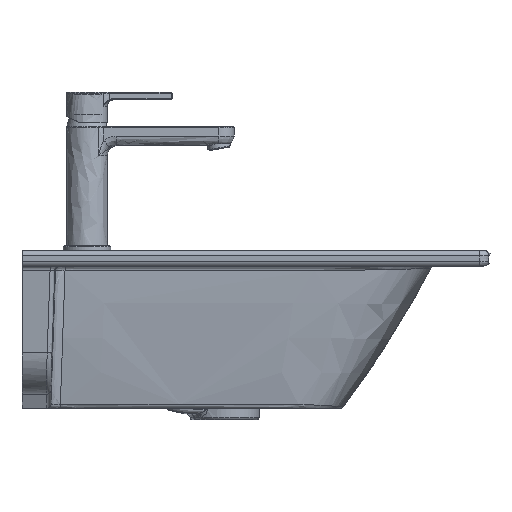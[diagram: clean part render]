
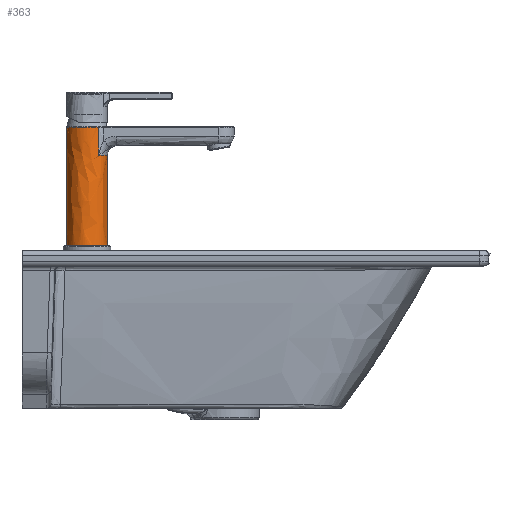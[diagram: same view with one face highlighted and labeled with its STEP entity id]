
A CAD part, front view. The second image highlights one B-rep face of the part: STEP entity #363.
In plain terms, the highlighted free-form (B-spline) face has degree [2, 1] with [5, 2] control points.
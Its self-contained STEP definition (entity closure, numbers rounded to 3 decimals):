
#363=ADVANCED_FACE('',(#709),#5202,.T.);
#709=FACE_OUTER_BOUND('',#1062,.T.);
#1062=EDGE_LOOP('',(#2497,#2498,#2499,#2500,#2501,#2502,#2503));
#2497=ORIENTED_EDGE('',*,*,#3426,.T.);
#2498=ORIENTED_EDGE('',*,*,#3406,.F.);
#2499=ORIENTED_EDGE('',*,*,#3433,.F.);
#2500=ORIENTED_EDGE('',*,*,#3456,.T.);
#2501=ORIENTED_EDGE('',*,*,#3483,.T.);
#2502=ORIENTED_EDGE('',*,*,#3479,.T.);
#2503=ORIENTED_EDGE('',*,*,#3408,.F.);
#3406=EDGE_CURVE('',#4807,#4808,#3715,.T.);
#3408=EDGE_CURVE('',#4809,#4810,#3717,.T.);
#3426=EDGE_CURVE('',#4809,#4808,#3727,.T.);
#3433=EDGE_CURVE('',#4830,#4807,#3733,.T.);
#3456=EDGE_CURVE('',#4830,#4792,#3754,.T.);
#3479=EDGE_CURVE('',#4835,#4810,#3772,.T.);
#3483=EDGE_CURVE('',#4792,#4835,#3776,.T.);
#3715=(
BOUNDED_CURVE()
B_SPLINE_CURVE(1,(#85934,#85935),.UNSPECIFIED.,.F.,.F.)
B_SPLINE_CURVE_WITH_KNOTS((2,2),(0.,95.),.UNSPECIFIED.)
CURVE()
GEOMETRIC_REPRESENTATION_ITEM()
RATIONAL_B_SPLINE_CURVE((1.,1.))
REPRESENTATION_ITEM('')
);
#3717=(
BOUNDED_CURVE()
B_SPLINE_CURVE(1,(#85941,#85942),.UNSPECIFIED.,.F.,.F.)
B_SPLINE_CURVE_WITH_KNOTS((2,2),(0.,124.),.UNSPECIFIED.)
CURVE()
GEOMETRIC_REPRESENTATION_ITEM()
RATIONAL_B_SPLINE_CURVE((1.,1.))
REPRESENTATION_ITEM('')
);
#3727=(
BOUNDED_CURVE()
B_SPLINE_CURVE(2,(#86072,#86073,#86074,#86075,#86076),.UNSPECIFIED.,.F.,
 .F.)
B_SPLINE_CURVE_WITH_KNOTS((3,2,3),(-67.544,-33.772,
0.),.UNSPECIFIED.)
CURVE()
GEOMETRIC_REPRESENTATION_ITEM()
RATIONAL_B_SPLINE_CURVE((1.,0.707,1.,0.707,1.))
REPRESENTATION_ITEM('')
);
#3733=(
BOUNDED_CURVE()
B_SPLINE_CURVE(2,(#86373,#86374,#86375),.UNSPECIFIED.,.F.,.F.)
B_SPLINE_CURVE_WITH_KNOTS((3,3),(-20.874,0.),.UNSPECIFIED.)
CURVE()
GEOMETRIC_REPRESENTATION_ITEM()
RATIONAL_B_SPLINE_CURVE((1.,0.884,1.))
REPRESENTATION_ITEM('')
);
#3754=(
BOUNDED_CURVE()
B_SPLINE_CURVE(1,(#86733,#86734),.UNSPECIFIED.,.F.,.F.)
B_SPLINE_CURVE_WITH_KNOTS((2,2),(0.,29.),.UNSPECIFIED.)
CURVE()
GEOMETRIC_REPRESENTATION_ITEM()
RATIONAL_B_SPLINE_CURVE((1.,1.))
REPRESENTATION_ITEM('')
);
#3772=(
BOUNDED_CURVE()
B_SPLINE_CURVE(2,(#86903,#86904,#86905),.UNSPECIFIED.,.F.,.F.)
B_SPLINE_CURVE_WITH_KNOTS((3,3),(0.,33.772),.UNSPECIFIED.)
CURVE()
GEOMETRIC_REPRESENTATION_ITEM()
RATIONAL_B_SPLINE_CURVE((1.,0.707,1.))
REPRESENTATION_ITEM('')
);
#3776=(
BOUNDED_CURVE()
B_SPLINE_CURVE(2,(#86915,#86916,#86917),.UNSPECIFIED.,.F.,.F.)
B_SPLINE_CURVE_WITH_KNOTS((3,3),(52.105,64.403),
 .UNSPECIFIED.)
CURVE()
GEOMETRIC_REPRESENTATION_ITEM()
RATIONAL_B_SPLINE_CURVE((1.,0.955,1.))
REPRESENTATION_ITEM('')
);
#4792=VERTEX_POINT('',#85366);
#4807=VERTEX_POINT('',#85381);
#4808=VERTEX_POINT('',#85382);
#4809=VERTEX_POINT('',#85383);
#4810=VERTEX_POINT('',#85384);
#4830=VERTEX_POINT('',#85404);
#4835=VERTEX_POINT('',#85409);
#5202=(
BOUNDED_SURFACE()
B_SPLINE_SURFACE(2,1,((#85122,#85123),(#85124,#85125),(#85126,#85127),(#85128,
#85129),(#85130,#85131)),.UNSPECIFIED.,.F.,.F.,.F.)
B_SPLINE_SURFACE_WITH_KNOTS((3,2,3),(2,2),(33.772,67.544,
101.316),(12.462,136.462),.UNSPECIFIED.)
GEOMETRIC_REPRESENTATION_ITEM()
RATIONAL_B_SPLINE_SURFACE(((1.,1.),(0.707,0.707),
(1.,1.),(0.707,0.707),(1.,1.)))
REPRESENTATION_ITEM('')
SURFACE()
);
#85122=CARTESIAN_POINT('',(21.5,-5.,0.));
#85123=CARTESIAN_POINT('',(21.5,-129.,0.));
#85124=CARTESIAN_POINT('',(21.5,-5.,21.5));
#85125=CARTESIAN_POINT('',(21.5,-129.,21.5));
#85126=CARTESIAN_POINT('',(0.,-5.,21.5));
#85127=CARTESIAN_POINT('',(0.,-129.,21.5));
#85128=CARTESIAN_POINT('',(-21.5,-5.,21.5));
#85129=CARTESIAN_POINT('',(-21.5,-129.,21.5));
#85130=CARTESIAN_POINT('',(-21.5,-5.,0.));
#85131=CARTESIAN_POINT('',(-21.5,-129.,0.));
#85366=CARTESIAN_POINT('',(12.138,-5.,17.746));
#85381=CARTESIAN_POINT('',(21.5,-34.,0.));
#85382=CARTESIAN_POINT('',(21.5,-129.,0.));
#85383=CARTESIAN_POINT('',(-21.5,-129.,0.));
#85384=CARTESIAN_POINT('',(-21.5,-5.,0.));
#85404=CARTESIAN_POINT('',(12.138,-34.,17.746));
#85409=CARTESIAN_POINT('',(0.,-5.,21.5));
#85934=CARTESIAN_POINT('',(21.5,-34.,0.));
#85935=CARTESIAN_POINT('',(21.5,-129.,0.));
#85941=CARTESIAN_POINT('',(-21.5,-129.,0.));
#85942=CARTESIAN_POINT('',(-21.5,-5.,0.));
#86072=CARTESIAN_POINT('',(-21.5,-129.,0.));
#86073=CARTESIAN_POINT('',(-21.5,-129.,21.5));
#86074=CARTESIAN_POINT('',(0.,-129.,21.5));
#86075=CARTESIAN_POINT('',(21.5,-129.,21.5));
#86076=CARTESIAN_POINT('',(21.5,-129.,0.));
#86373=CARTESIAN_POINT('',(12.138,-34.,17.746));
#86374=CARTESIAN_POINT('',(21.5,-34.,11.343));
#86375=CARTESIAN_POINT('',(21.5,-34.,0.));
#86733=CARTESIAN_POINT('',(12.138,-34.,17.746));
#86734=CARTESIAN_POINT('',(12.138,-5.,17.746));
#86903=CARTESIAN_POINT('',(0.,-5.,21.5));
#86904=CARTESIAN_POINT('',(-21.5,-5.,21.5));
#86905=CARTESIAN_POINT('',(-21.5,-5.,0.));
#86915=CARTESIAN_POINT('',(12.138,-5.,17.746));
#86916=CARTESIAN_POINT('',(6.649,-5.,21.5));
#86917=CARTESIAN_POINT('',(0.,-5.,21.5));
